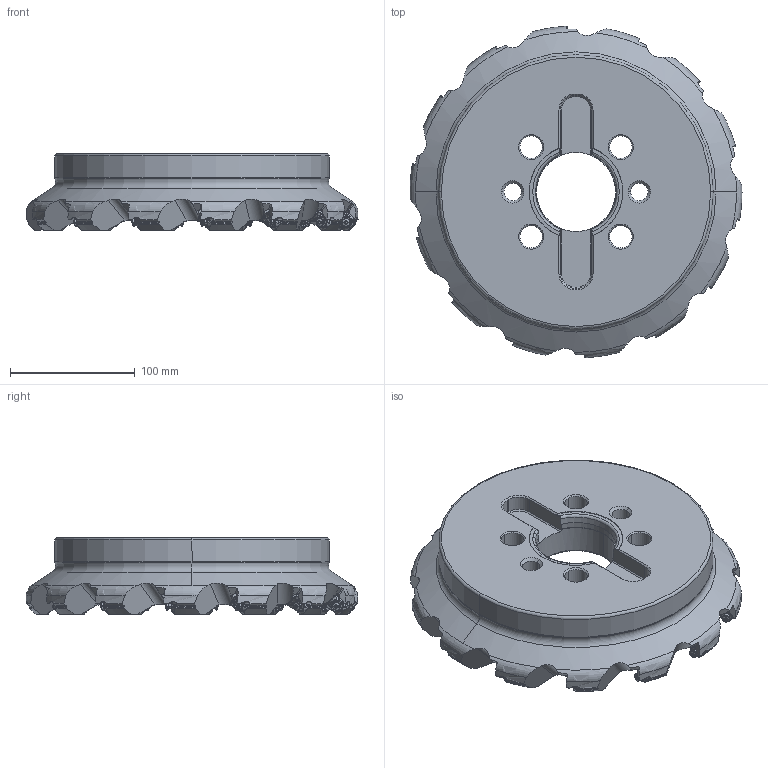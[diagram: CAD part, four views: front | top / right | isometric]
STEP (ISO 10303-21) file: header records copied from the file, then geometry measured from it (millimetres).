
FILE_DESCRIPTION(/* description */ (''),/* implementation_level */ '2;1');
FILE_NAME(/* name */ 'WSX445UR1014MN.stp',/* time_stamp */ '2023-11-01T14:18:52+09:00',/* author */ (''),/* organization */ (''),/* preprocessor_version */ 'ST-DEVELOPER v16',/* originating_system */ 'SIEMENS PLM Software NX 10.0',/* authorisation */ '');
FILE_SCHEMA (('AUTOMOTIVE_DESIGN { 1 0 10303 214 3 1 1 1 }'));
Length unit declared in the file: millimetre
Products named in the file (1): WSX445UR1014MN_ASM
Bounding box: 266.26 x 265.88 x 61.75 mm (x, y, z)
Volume: 1684793.7 mm3; surface area: 170409.6 mm2
Topology: 15 solids, 15 shells, 2021 faces, 5364 edges, 3349 vertices
Faces by surface type: cylinder 670, plane 433, bspline 322, torus 266, cone 134, extrusion 98, sphere 98
Entity records: 128504 total; most frequent: CARTESIAN_POINT 83109, ORIENTED_EDGE 10616, DIRECTION 7752, EDGE_CURVE 5308, VERTEX_POINT 3332, AXIS2_PLACEMENT_3D 3130, B_SPLINE_CURVE_WITH_KNOTS 2505, EDGE_LOOP 2050
